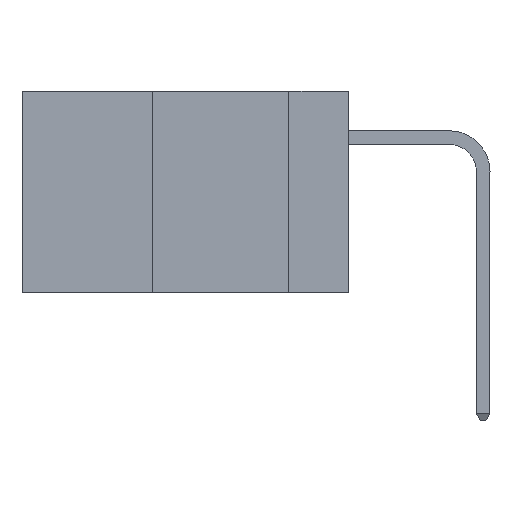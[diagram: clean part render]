
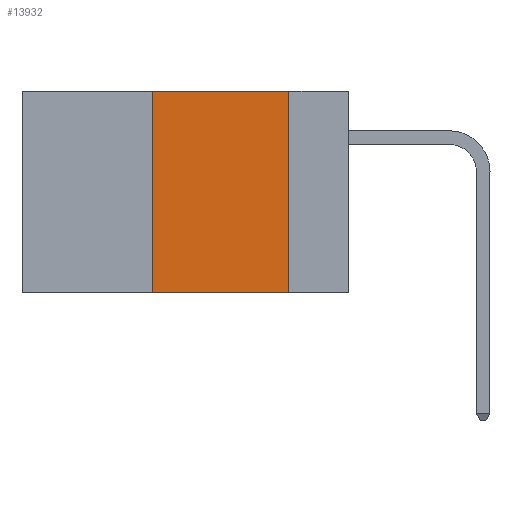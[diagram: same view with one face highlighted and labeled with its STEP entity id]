
A CAD part, left-side view. The second image highlights one B-rep face of the part: STEP entity #13932.
In plain terms, the highlighted planar face has unit normal (-1, 0, 0).
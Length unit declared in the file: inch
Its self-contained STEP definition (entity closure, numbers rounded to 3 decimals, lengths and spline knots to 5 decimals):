
#543 = LINE ( 'NONE', #3468, #25529 ) ;
#711 = DIRECTION ( 'NONE',  ( 0., 0., -1. ) ) ;
#1050 = CARTESIAN_POINT ( 'NONE',  ( 0., 0.6, 0. ) ) ;
#2367 = EDGE_CURVE ( 'NONE', #12160, #6530, #11770, .T. ) ;
#3468 = CARTESIAN_POINT ( 'NONE',  ( 0., 0.6, -0.37 ) ) ;
#3554 = PLANE ( 'NONE',  #7570 ) ;
#3565 = CARTESIAN_POINT ( 'NONE',  ( 0., 0.36, -0.37 ) ) ;
#5683 = VECTOR ( 'NONE', #12046, 39.37008 ) ;
#6530 = VERTEX_POINT ( 'NONE', #12652 ) ;
#7570 = AXIS2_PLACEMENT_3D ( 'NONE', #1050, #23190, #711 ) ;
#7837 = EDGE_LOOP ( 'NONE', ( #8092, #16495, #12801, #10654 ) ) ;
#8092 = ORIENTED_EDGE ( 'NONE', *, *, #9175, .F. ) ;
#9175 = EDGE_CURVE ( 'NONE', #6530, #12688, #25232, .T. ) ;
#10120 = EDGE_CURVE ( 'NONE', #12906, #12688, #543, .T. ) ;
#10654 = ORIENTED_EDGE ( 'NONE', *, *, #10120, .T. ) ;
#10708 = CARTESIAN_POINT ( 'NONE',  ( 0., 0.11, -0.37 ) ) ;
#11203 = CARTESIAN_POINT ( 'NONE',  ( 0., 0.11, 0. ) ) ;
#11545 = DIRECTION ( 'NONE',  ( 0., 0., -1. ) ) ;
#11770 = LINE ( 'NONE', #22722, #12911 ) ;
#12046 = DIRECTION ( 'NONE',  ( 0., 0., 1. ) ) ;
#12160 = VERTEX_POINT ( 'NONE', #31999 ) ;
#12652 = CARTESIAN_POINT ( 'NONE',  ( 0., 0.11, 0. ) ) ;
#12688 = VERTEX_POINT ( 'NONE', #10708 ) ;
#12801 = ORIENTED_EDGE ( 'NONE', *, *, #25814, .F. ) ;
#12906 = VERTEX_POINT ( 'NONE', #3565 ) ;
#12911 = VECTOR ( 'NONE', #22616, 39.37008 ) ;
#13932 = ADVANCED_FACE ( 'NONE', ( #19962 ), #3554, .F. ) ;
#16426 = DIRECTION ( 'NONE',  ( 0., -1., 0. ) ) ;
#16495 = ORIENTED_EDGE ( 'NONE', *, *, #2367, .F. ) ;
#17101 = VECTOR ( 'NONE', #11545, 39.37008 ) ;
#19962 = FACE_OUTER_BOUND ( 'NONE', #7837, .T. ) ;
#21749 = CARTESIAN_POINT ( 'NONE',  ( 0., 0.36, 0. ) ) ;
#22616 = DIRECTION ( 'NONE',  ( 0., -1., 0. ) ) ;
#22722 = CARTESIAN_POINT ( 'NONE',  ( 0., 0.6, 0. ) ) ;
#23190 = DIRECTION ( 'NONE',  ( 1., 0., 0. ) ) ;
#25232 = LINE ( 'NONE', #11203, #17101 ) ;
#25529 = VECTOR ( 'NONE', #16426, 39.37008 ) ;
#25814 = EDGE_CURVE ( 'NONE', #12906, #12160, #27187, .T. ) ;
#27187 = LINE ( 'NONE', #21749, #5683 ) ;
#31999 = CARTESIAN_POINT ( 'NONE',  ( 0., 0.36, 0. ) ) ;
